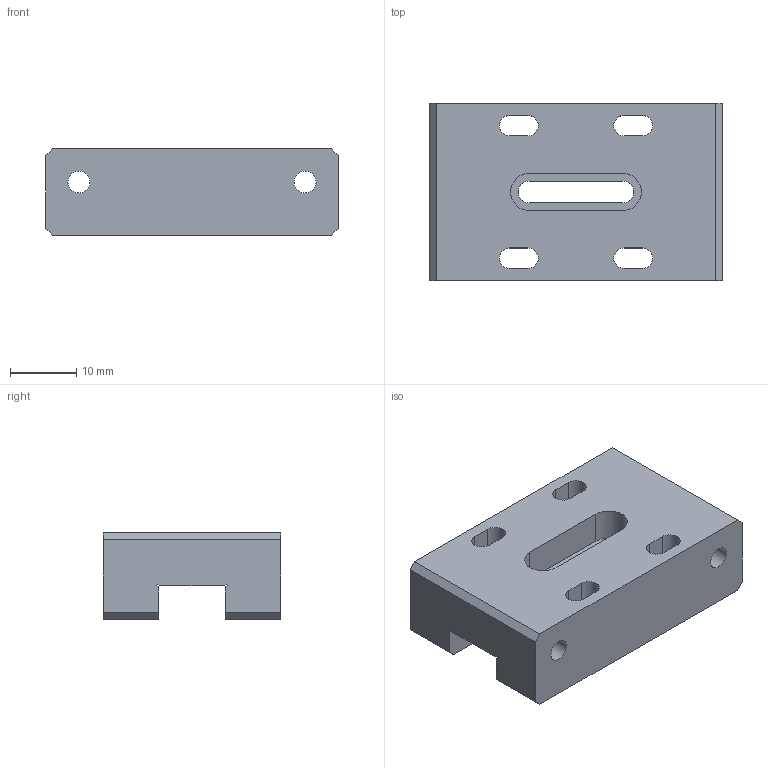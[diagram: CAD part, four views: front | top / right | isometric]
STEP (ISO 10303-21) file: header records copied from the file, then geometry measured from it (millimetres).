
FILE_DESCRIPTION(/* description */ ('STEP AP214'),/* implementation_level */ '2;1');
FILE_NAME(/* name */ '[Top] LGX - top_lgx_mgn12_a_short.stp',/* time_stamp */ '2021-07-12T20:48:39+02:00',/* author */ ('luk'),/* organization */ (''),/* preprocessor_version */ 'ST-DEVELOPER v18',/* originating_system */ 'Autodesk Inventor 2020',/* authorisation */ ' ');
FILE_SCHEMA (('AUTOMOTIVE_DESIGN { 1 0 10303 214 3 1 1 }'));
Length unit declared in the file: millimetre
Products named in the file (1): [Top] LGX - top_lgx_mgn12_a_narrow
Bounding box: 44.1 x 26.7 x 13 mm (x, y, z)
Volume: 11076.8 mm3; surface area: 5960.6 mm2
Topology: 1 solids, 1 shells, 49 faces, 138 edges, 92 vertices
Faces by surface type: plane 35, cylinder 14
Full cylindrical faces by diameter (mm): 3.3 x2
Entity records: 1658 total; most frequent: CARTESIAN_POINT 280, ORIENTED_EDGE 276, DIRECTION 266, EDGE_CURVE 138, LINE 110, VECTOR 110, VERTEX_POINT 92, AXIS2_PLACEMENT_3D 78
